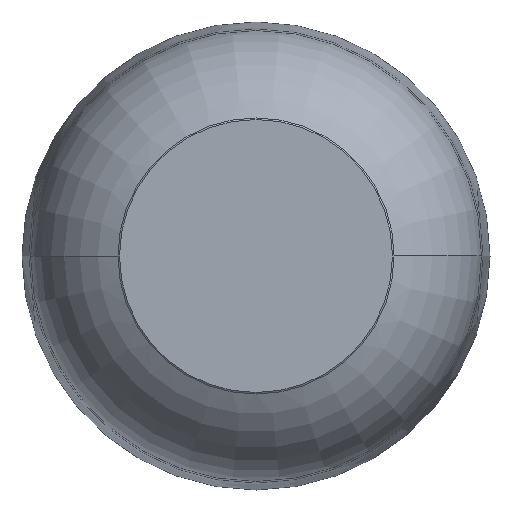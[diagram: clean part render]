
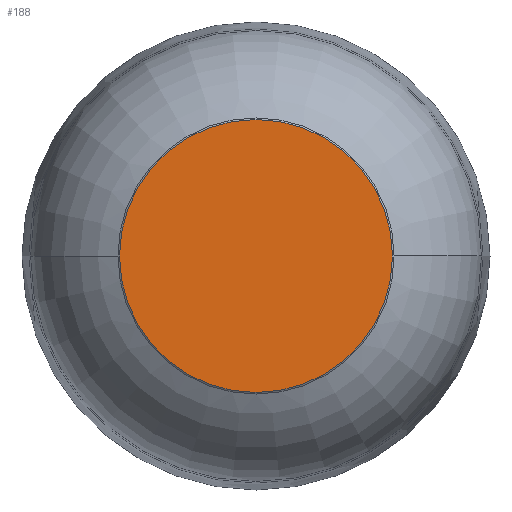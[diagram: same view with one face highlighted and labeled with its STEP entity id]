
A CAD part, front view. The second image highlights one B-rep face of the part: STEP entity #188.
In plain terms, the highlighted planar face has unit normal (0, -1, 0).
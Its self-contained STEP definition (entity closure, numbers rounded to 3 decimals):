
#47 = DIRECTION ( 'NONE',  ( 0., 1., 0. ) ) ;
#67 = CARTESIAN_POINT ( 'NONE',  ( 389.648, 0., 0. ) ) ;
#115 = EDGE_LOOP ( 'NONE', ( #519, #248 ) ) ;
#169 = FACE_OUTER_BOUND ( 'NONE', #115, .T. ) ;
#188 = ADVANCED_FACE ( 'NONE', ( #169 ), #618, .F. ) ;
#197 = CARTESIAN_POINT ( 'NONE',  ( 0., 0., 0. ) ) ;
#234 = DIRECTION ( 'NONE',  ( 0., 1., 0. ) ) ;
#248 = ORIENTED_EDGE ( 'NONE', *, *, #561, .F. ) ;
#324 = CARTESIAN_POINT ( 'NONE',  ( -350., 0., 0. ) ) ;
#359 = AXIS2_PLACEMENT_3D ( 'NONE', #67, #234, #438 ) ;
#363 = DIRECTION ( 'NONE',  ( 0., 1., 0. ) ) ;
#375 = EDGE_CURVE ( 'NONE', #572, #382, #492, .T. ) ;
#382 = VERTEX_POINT ( 'NONE', #691 ) ;
#438 = DIRECTION ( 'NONE',  ( -1., 0., 0. ) ) ;
#467 = DIRECTION ( 'NONE',  ( -1., 0., 0. ) ) ;
#484 = DIRECTION ( 'NONE',  ( -1., 0., 0. ) ) ;
#492 = CIRCLE ( 'NONE', #541, 350. ) ;
#519 = ORIENTED_EDGE ( 'NONE', *, *, #375, .F. ) ;
#540 = CARTESIAN_POINT ( 'NONE',  ( 0., 0., 0. ) ) ;
#541 = AXIS2_PLACEMENT_3D ( 'NONE', #197, #363, #467 ) ;
#561 = EDGE_CURVE ( 'NONE', #382, #572, #614, .T. ) ;
#572 = VERTEX_POINT ( 'NONE', #324 ) ;
#614 = CIRCLE ( 'NONE', #689, 350. ) ;
#618 = PLANE ( 'NONE',  #359 ) ;
#689 = AXIS2_PLACEMENT_3D ( 'NONE', #540, #47, #484 ) ;
#691 = CARTESIAN_POINT ( 'NONE',  ( 350., 0., 0. ) ) ;
